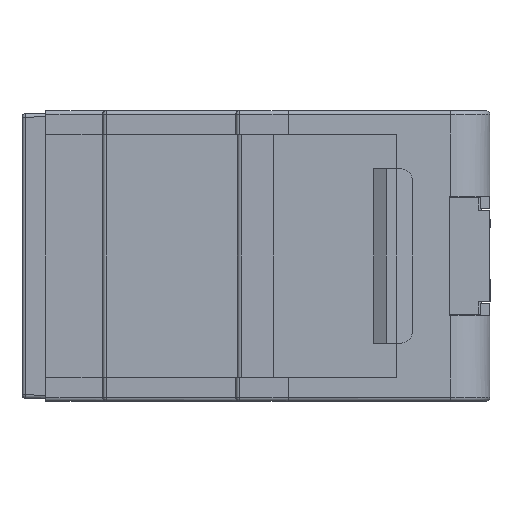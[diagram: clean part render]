
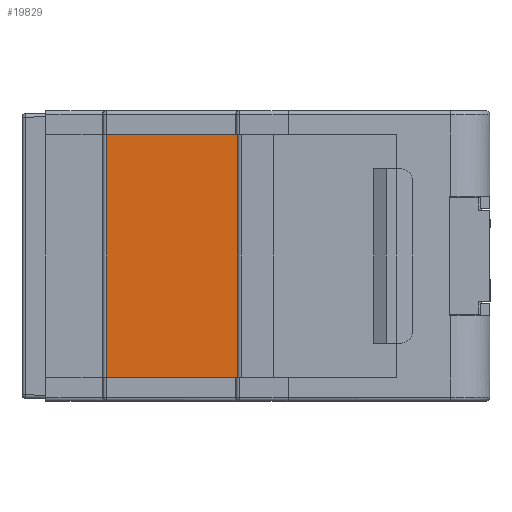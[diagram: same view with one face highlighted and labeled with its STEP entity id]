
A CAD part, left-side view. The second image highlights one B-rep face of the part: STEP entity #19829.
In plain terms, the highlighted planar face has unit normal (-1, 0, 0).
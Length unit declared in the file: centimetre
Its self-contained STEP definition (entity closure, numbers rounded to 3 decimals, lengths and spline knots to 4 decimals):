
#1142 = CARTESIAN_POINT ( 'NONE',  ( -3.0806, 3.5965, -0.3 ) ) ;
#3344 = LINE ( 'NONE', #10024, #21443 ) ;
#5718 = CARTESIAN_POINT ( 'NONE',  ( -3.0806, 1.9693, -3.3 ) ) ;
#6111 = EDGE_CURVE ( 'NONE', #17999, #26665, #14272, .T. ) ;
#7412 = EDGE_CURVE ( 'NONE', #26665, #24229, #3344, .T. ) ;
#8011 = CARTESIAN_POINT ( 'NONE',  ( -3.0806, 1.9693, -7.021 ) ) ;
#8074 = EDGE_CURVE ( 'NONE', #17999, #26714, #21405, .T. ) ;
#9230 = DIRECTION ( 'NONE',  ( 0., 1., 0. ) ) ;
#9720 = ORIENTED_EDGE ( 'NONE', *, *, #6111, .F. ) ;
#9956 = DIRECTION ( 'NONE',  ( 1., 0., 0. ) ) ;
#10024 = CARTESIAN_POINT ( 'NONE',  ( -3.0806, 3.5965, -7.021 ) ) ;
#10540 = FACE_OUTER_BOUND ( 'NONE', #21975, .T. ) ;
#12126 = AXIS2_PLACEMENT_3D ( 'NONE', #21056, #9956, #16234 ) ;
#12522 = EDGE_CURVE ( 'NONE', #26714, #24229, #21854, .T. ) ;
#13449 = CARTESIAN_POINT ( 'NONE',  ( -3.0806, 3.5965, -3.3 ) ) ;
#14272 = LINE ( 'NONE', #13449, #26481 ) ;
#16230 = VECTOR ( 'NONE', #24331, 100. ) ;
#16234 = DIRECTION ( 'NONE',  ( 0., 1., 0. ) ) ;
#16402 = DIRECTION ( 'NONE',  ( 0., 0., 1. ) ) ;
#17999 = VERTEX_POINT ( 'NONE', #5718 ) ;
#19829 = ADVANCED_FACE ( 'NONE', ( #10540 ), #23082, .F. ) ;
#20401 = DIRECTION ( 'NONE',  ( 0., 0., 1. ) ) ;
#21056 = CARTESIAN_POINT ( 'NONE',  ( -3.0806, 3.5965, -7.021 ) ) ;
#21405 = LINE ( 'NONE', #8011, #25718 ) ;
#21443 = VECTOR ( 'NONE', #16402, 100. ) ;
#21854 = LINE ( 'NONE', #1142, #16230 ) ;
#21910 = CARTESIAN_POINT ( 'NONE',  ( -3.0806, 3.5965, -0.3 ) ) ;
#21975 = EDGE_LOOP ( 'NONE', ( #23279, #9720, #24597, #25347 ) ) ;
#22627 = CARTESIAN_POINT ( 'NONE',  ( -3.0806, 3.5965, -3.3 ) ) ;
#23082 = PLANE ( 'NONE',  #12126 ) ;
#23279 = ORIENTED_EDGE ( 'NONE', *, *, #7412, .F. ) ;
#24229 = VERTEX_POINT ( 'NONE', #21910 ) ;
#24331 = DIRECTION ( 'NONE',  ( 0., 1., 0. ) ) ;
#24597 = ORIENTED_EDGE ( 'NONE', *, *, #8074, .T. ) ;
#25347 = ORIENTED_EDGE ( 'NONE', *, *, #12522, .T. ) ;
#25718 = VECTOR ( 'NONE', #20401, 100. ) ;
#26481 = VECTOR ( 'NONE', #9230, 100. ) ;
#26665 = VERTEX_POINT ( 'NONE', #22627 ) ;
#26714 = VERTEX_POINT ( 'NONE', #27137 ) ;
#27137 = CARTESIAN_POINT ( 'NONE',  ( -3.0806, 1.9693, -0.3 ) ) ;
